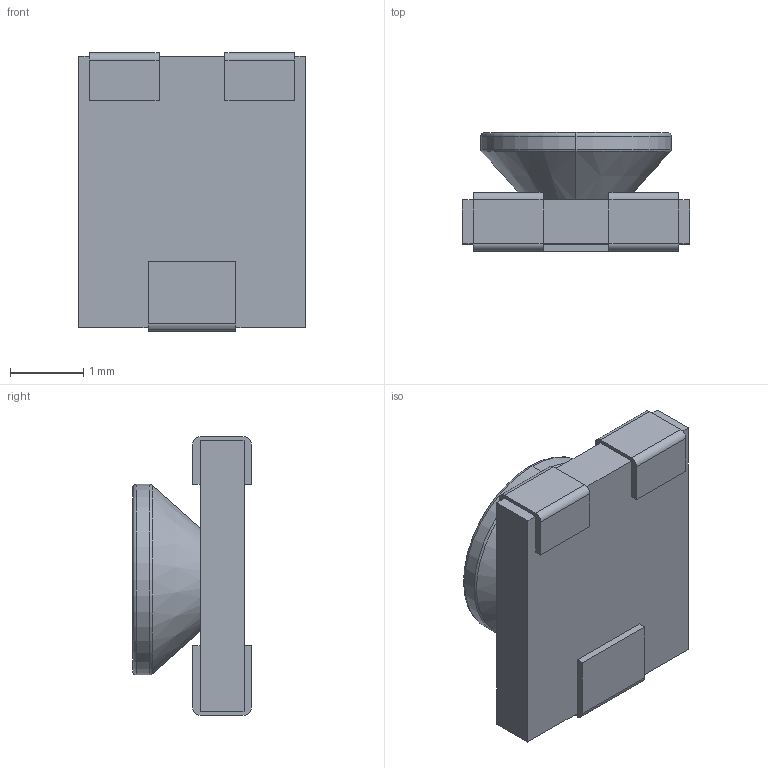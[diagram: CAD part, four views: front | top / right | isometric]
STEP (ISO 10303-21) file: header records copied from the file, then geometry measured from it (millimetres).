
FILE_DESCRIPTION (( 'STEP AP214' ), '1' );
FILE_NAME ('3303W.STEP', '2011-11-21T08:08:34', ( 'vpeshkov' ), ( 'ELCORT' ), 'SwSTEP 2.0', 'SolidWorks 2009', '' );
FILE_SCHEMA (( 'AUTOMOTIVE_DESIGN' ));
Length unit declared in the file: millimetre
Products named in the file (1): 3303W
Bounding box: 3.1 x 1.62 x 3.8 mm (x, y, z)
Volume: 9.9 mm3; surface area: 48.5 mm2
Topology: 1 solids, 1 shells, 68 faces, 182 edges, 118 vertices
Faces by surface type: plane 48, cylinder 12, torus 4, cone 4
Entity records: 2780 total; most frequent: CARTESIAN_POINT 369, ORIENTED_EDGE 364, DIRECTION 362, EDGE_CURVE 182, VECTOR 140, LINE 140, VERTEX_POINT 118, AXIS2_PLACEMENT_3D 111
